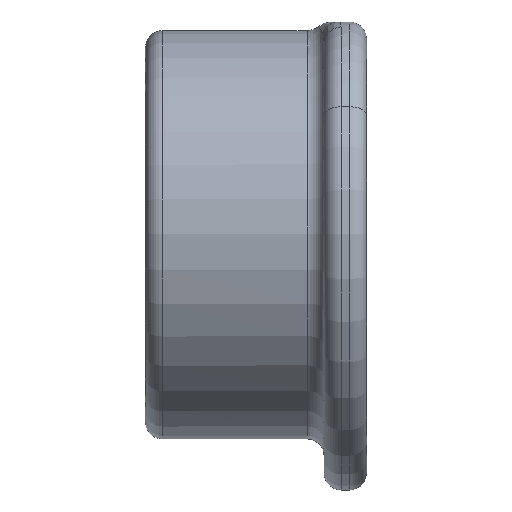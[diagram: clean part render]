
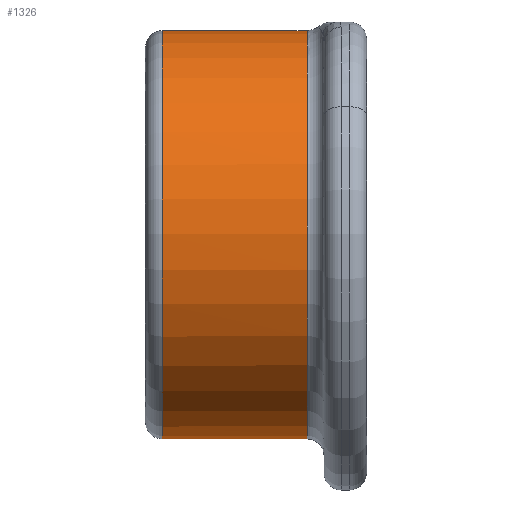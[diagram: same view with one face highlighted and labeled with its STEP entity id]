
A CAD part, top view. The second image highlights one B-rep face of the part: STEP entity #1326.
In plain terms, the highlighted cylindrical face has radius 12 mm (diameter 24 mm), a full revolution.
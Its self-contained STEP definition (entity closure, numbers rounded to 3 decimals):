
#17=CYLINDRICAL_SURFACE('',#1403,12.);
#47=CIRCLE('',#1384,12.);
#57=CIRCLE('',#1402,12.);
#71=FACE_BOUND('',#276,.T.);
#186=FACE_OUTER_BOUND('',#275,.T.);
#275=EDGE_LOOP('',(#1207));
#276=EDGE_LOOP('',(#1208));
#647=VERTEX_POINT('',#2649);
#651=VERTEX_POINT('',#2672);
#830=EDGE_CURVE('',#647,#647,#47,.T.);
#841=EDGE_CURVE('',#651,#651,#57,.T.);
#1207=ORIENTED_EDGE('',*,*,#841,.T.);
#1208=ORIENTED_EDGE('',*,*,#830,.F.);
#1326=ADVANCED_FACE('',(#186,#71),#17,.T.);
#1384=AXIS2_PLACEMENT_3D('',#2650,#1583,#1584);
#1402=AXIS2_PLACEMENT_3D('',#2673,#1620,#1621);
#1403=AXIS2_PLACEMENT_3D('',#2674,#1622,#1623);
#1583=DIRECTION('center_axis',(1.,0.,0.));
#1584=DIRECTION('ref_axis',(0.,0.,-1.));
#1620=DIRECTION('center_axis',(1.,0.,0.));
#1621=DIRECTION('ref_axis',(0.,0.,-1.));
#1622=DIRECTION('center_axis',(1.,0.,0.));
#1623=DIRECTION('ref_axis',(0.,1.,0.));
#2649=CARTESIAN_POINT('',(-3.5,12.,0.));
#2650=CARTESIAN_POINT('Origin',(-3.5,0.,0.));
#2672=CARTESIAN_POINT('',(-12.,12.,0.));
#2673=CARTESIAN_POINT('Origin',(-12.,0.,0.));
#2674=CARTESIAN_POINT('Origin',(-7.75,0.,0.));
